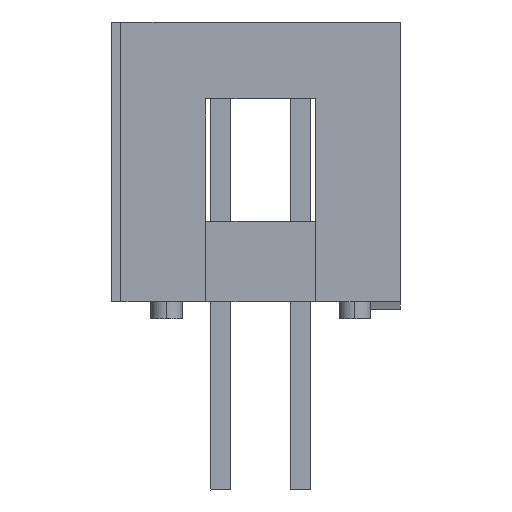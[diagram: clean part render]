
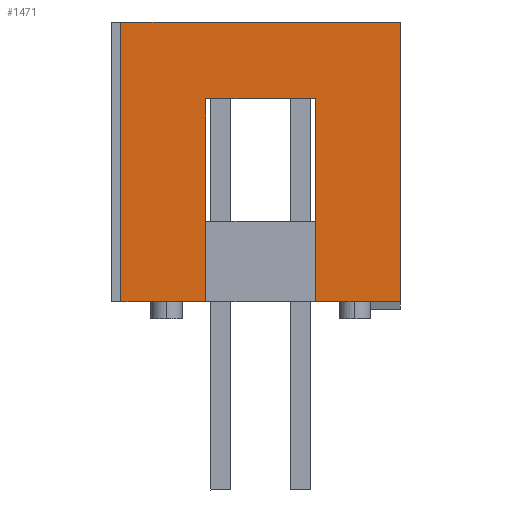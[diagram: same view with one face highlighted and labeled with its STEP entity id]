
A CAD part, left-side view. The second image highlights one B-rep face of the part: STEP entity #1471.
In plain terms, the highlighted free-form (B-spline) face has degree [1, 1] with [2, 2] control points.
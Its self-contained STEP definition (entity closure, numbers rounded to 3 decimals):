
#823=EDGE_CURVE('E114',#1883,#1958,#2376,.T.);
#837=VERTEX_POINT('V104',#2392);
#847=VERTEX_POINT('V55',#2402);
#871=EDGE_CURVE('E143',#1877,#837,#2426,.T.);
#923=EDGE_CURVE('E68',#2251,#847,#2485,.T.);
#954=VERTEX_POINT('V95',#2519);
#1221=EDGE_CURVE('E145',#2251,#2235,#2808,.T.);
#1471=ADVANCED_FACE('F48',(#3092),#3093,.T.);
#1723=EDGE_CURVE('E128',#2235,#1883,#3371,.T.);
#1824=EDGE_CURVE('E144',#837,#847,#3480,.T.);
#1877=VERTEX_POINT('V103',#3536);
#1883=VERTEX_POINT('V88',#3542);
#1958=VERTEX_POINT('V86',#3622);
#1964=EDGE_CURVE('E126',#1958,#954,#3628,.T.);
#2168=EDGE_CURVE('E142',#954,#1877,#3854,.T.);
#2235=VERTEX_POINT('V99',#3929);
#2251=VERTEX_POINT('V54',#3947);
#2376=B_SPLINE_CURVE_WITH_KNOTS('',1,(#4119,#4120),.UNSPECIFIED.,.F.,.F.,(2,2),(0.0,1.0),.UNSPECIFIED.);
#2392=CARTESIAN_POINT('',(-13.97,-4.45,0.0));
#2402=CARTESIAN_POINT('',(-13.97,4.45,0.0));
#2426=B_SPLINE_CURVE_WITH_KNOTS('',1,(#4205,#4206),.UNSPECIFIED.,.F.,.F.,(2,2),(0.0,1.0),.UNSPECIFIED.);
#2485=B_SPLINE_CURVE_WITH_KNOTS('',1,(#4340,#4341),.UNSPECIFIED.,.F.,.F.,(2,2),(0.0,4.363),.UNSPECIFIED.);
#2519=CARTESIAN_POINT('',(-13.97,-1.75,-8.9));
#2808=B_SPLINE_CURVE_WITH_KNOTS('',1,(#5003,#5004),.UNSPECIFIED.,.F.,.F.,(2,2),(0.0,0.303),.UNSPECIFIED.);
#3092=FACE_OUTER_BOUND('',#5576,.T.);
#3093=B_SPLINE_SURFACE_WITH_KNOTS('',1,1,((#5577,#5578),(#5579,#5580)),.UNSPECIFIED.,.F.,.F.,.F.,(2,2),(2,2),(0.0,1.0),(0.0,1.0),.UNSPECIFIED.);
#3371=B_SPLINE_CURVE_WITH_KNOTS('',1,(#6128,#6129),.UNSPECIFIED.,.F.,.F.,(2,2),(0.0,5.244),.UNSPECIFIED.);
#3480=B_SPLINE_CURVE_WITH_KNOTS('',1,(#6336,#6337),.UNSPECIFIED.,.F.,.F.,(2,2),(0.0,1.0),.UNSPECIFIED.);
#3536=CARTESIAN_POINT('',(-13.97,-4.45,-8.9));
#3542=CARTESIAN_POINT('',(-13.97,1.75,-2.45));
#3622=CARTESIAN_POINT('',(-13.97,-1.75,-2.45));
#3628=B_SPLINE_CURVE_WITH_KNOTS('',1,(#6644,#6645),.UNSPECIFIED.,.F.,.F.,(2,2),(0.0,1.843),.UNSPECIFIED.);
#3854=B_SPLINE_CURVE_WITH_KNOTS('',1,(#7147,#7148),.UNSPECIFIED.,.F.,.F.,(2,2),(0.697,1.0),.UNSPECIFIED.);
#3929=CARTESIAN_POINT('',(-13.97,1.75,-8.9));
#3947=CARTESIAN_POINT('',(-13.97,4.45,-8.9));
#4119=CARTESIAN_POINT('',(-13.97,1.75,-2.45));
#4120=CARTESIAN_POINT('',(-13.97,-1.75,-2.45));
#4205=CARTESIAN_POINT('',(-13.97,-4.45,-8.9));
#4206=CARTESIAN_POINT('',(-13.97,-4.45,0.0));
#4340=CARTESIAN_POINT('',(-13.97,4.45,-8.9));
#4341=CARTESIAN_POINT('',(-13.97,4.45,0.0));
#5003=CARTESIAN_POINT('',(-13.97,4.45,-8.9));
#5004=CARTESIAN_POINT('',(-13.97,1.75,-8.9));
#5576=EDGE_LOOP('',(#7834,#7835,#7836,#7837,#7838,#7839,#7840,#7841));
#5577=CARTESIAN_POINT('',(-13.97,4.45,-8.9));
#5578=CARTESIAN_POINT('',(-13.97,4.45,0.0));
#5579=CARTESIAN_POINT('',(-13.97,-4.45,-8.9));
#5580=CARTESIAN_POINT('',(-13.97,-4.45,0.0));
#6128=CARTESIAN_POINT('',(-13.97,1.75,-8.9));
#6129=CARTESIAN_POINT('',(-13.97,1.75,-2.45));
#6336=CARTESIAN_POINT('',(-13.97,-4.45,0.0));
#6337=CARTESIAN_POINT('',(-13.97,4.45,0.0));
#6644=CARTESIAN_POINT('',(-13.97,-1.75,-2.45));
#6645=CARTESIAN_POINT('',(-13.97,-1.75,-8.9));
#7147=CARTESIAN_POINT('',(-13.97,-1.75,-8.9));
#7148=CARTESIAN_POINT('',(-13.97,-4.45,-8.9));
#7834=ORIENTED_EDGE('',*,*,#823,.T.);
#7835=ORIENTED_EDGE('',*,*,#1964,.T.);
#7836=ORIENTED_EDGE('',*,*,#2168,.T.);
#7837=ORIENTED_EDGE('',*,*,#871,.T.);
#7838=ORIENTED_EDGE('',*,*,#1824,.T.);
#7839=ORIENTED_EDGE('',*,*,#923,.F.);
#7840=ORIENTED_EDGE('',*,*,#1221,.T.);
#7841=ORIENTED_EDGE('',*,*,#1723,.T.);
